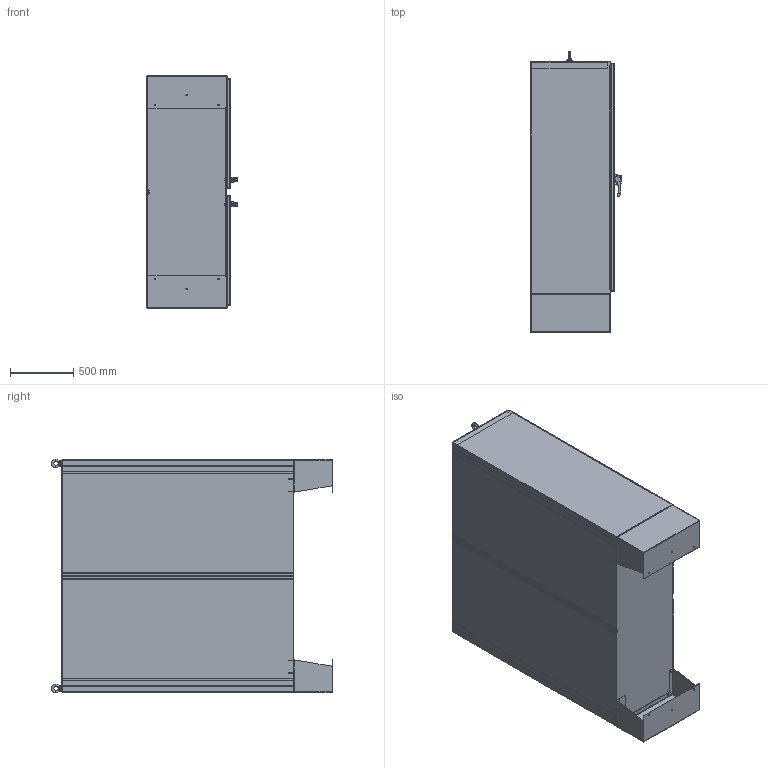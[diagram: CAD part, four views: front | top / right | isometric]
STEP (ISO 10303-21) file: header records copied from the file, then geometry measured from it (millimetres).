
FILE_DESCRIPTION (( 'STEP AP214' ), '1' );
FILE_NAME ('HN4FM727224SS.STEP', '2019-09-04T14:06:46', ( '' ), ( '' ), 'SwSTEP 2.0', 'SolidWorks 2018', '' );
FILE_SCHEMA (( 'AUTOMOTIVE_DESIGN' ));
Length unit declared in the file: inch
Products named in the file (1): HN4FM727224SS
Bounding box: 710.95 x 2217.95 x 1844.22 mm (x, y, z)
Volume: 45109409.6 mm3; surface area: 35648592.3 mm2
Topology: 131 solids, 133 shells, 3998 faces, 10387 edges, 6703 vertices
Faces by surface type: plane 1834, cylinder 1803, bspline 188, cone 157, torus 16
Entity records: 195057 total; most frequent: CARTESIAN_POINT 43320, DIRECTION 20742, ORIENTED_EDGE 20730, EDGE_CURVE 10365, AXIS2_PLACEMENT_3D 7524, VERTEX_POINT 6703, VECTOR 5694, LINE 5694
